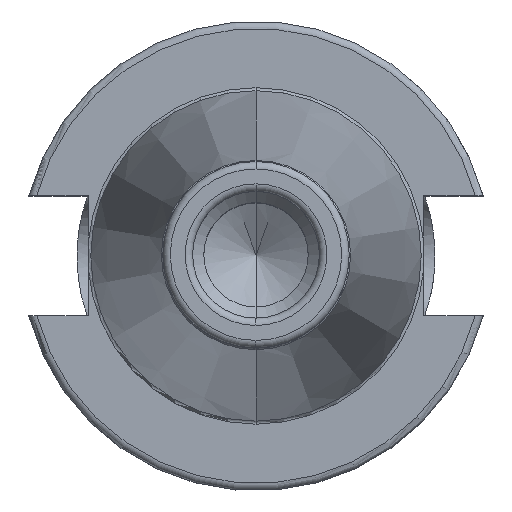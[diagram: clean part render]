
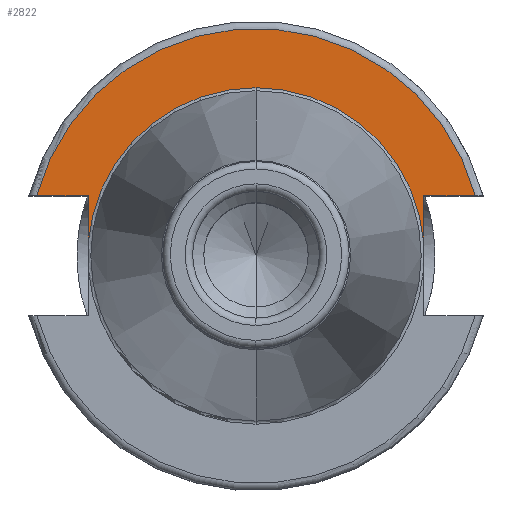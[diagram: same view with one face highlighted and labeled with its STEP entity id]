
A CAD part, top view. The second image highlights one B-rep face of the part: STEP entity #2822.
In plain terms, the highlighted planar face has unit normal (0, 0, 1).
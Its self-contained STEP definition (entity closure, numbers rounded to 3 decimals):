
#498=CARTESIAN_POINT('',(0,0,10));
#499=DIRECTION('',(0,0,1));
#500=DIRECTION('',(0,1,0));
#501=AXIS2_PLACEMENT_3D('',#498,#499,#500);
#939=DIRECTION('',(0,1,0));
#940=VECTOR('',#939,6.317);
#941=CARTESIAN_POINT('',(-22.5,1.733,10));
#942=LINE('',#941,#940);
#943=DIRECTION('',(1,0,0));
#944=VECTOR('',#943,6.918);
#945=CARTESIAN_POINT('',(-29.418,8.05,10));
#946=LINE('',#945,#944);
#947=DIRECTION('',(-1,0,0));
#948=VECTOR('',#947,6.918);
#949=CARTESIAN_POINT('',(29.418,8.05,10));
#950=LINE('',#949,#948);
#951=DIRECTION('',(0,-1,0));
#952=VECTOR('',#951,6.317);
#953=CARTESIAN_POINT('',(22.5,8.05,10));
#954=LINE('',#953,#952);
#969=CARTESIAN_POINT('',(0,0,10));
#970=DIRECTION('',(0,0,-1));
#971=DIRECTION('',(0,1,0));
#972=AXIS2_PLACEMENT_3D('',#969,#970,#971);
#1008=CARTESIAN_POINT('',(0,0,10));
#1009=DIRECTION('',(0,0,1));
#1010=DIRECTION('',(0.965,0.264,0));
#1011=AXIS2_PLACEMENT_3D('',#1008,#1009,#1010);
#1397=CARTESIAN_POINT('',(0,22.567,10));
#1399=VERTEX_POINT('',#1397);
#1513=CARTESIAN_POINT('',(-22.5,1.733,10));
#1514=CARTESIAN_POINT('',(-22.5,8.05,10));
#1515=VERTEX_POINT('',#1513);
#1516=VERTEX_POINT('',#1514);
#1517=CARTESIAN_POINT('',(-29.418,8.05,10));
#1518=VERTEX_POINT('',#1517);
#1519=CARTESIAN_POINT('',(22.5,8.05,10));
#1520=CARTESIAN_POINT('',(22.5,1.733,10));
#1521=VERTEX_POINT('',#1519);
#1522=VERTEX_POINT('',#1520);
#1529=CARTESIAN_POINT('',(29.418,8.05,10));
#1530=VERTEX_POINT('',#1529);
#2806=CARTESIAN_POINT('',(0,0,10));
#2807=DIRECTION('',(0,0,-1));
#2808=DIRECTION('',(0,-1,0));
#2809=AXIS2_PLACEMENT_3D('',#2806,#2807,#2808);
#2810=PLANE('',#2809);
#2811=ORIENTED_EDGE('',*,*,#2411,.T.);
#2812=ORIENTED_EDGE('',*,*,#2643,.F.);
#2814=ORIENTED_EDGE('',*,*,#2813,.F.);
#2815=ORIENTED_EDGE('',*,*,#2766,.T.);
#2816=ORIENTED_EDGE('',*,*,#2750,.T.);
#2818=ORIENTED_EDGE('',*,*,#2817,.F.);
#2819=ORIENTED_EDGE('',*,*,#2388,.T.);
#2820=EDGE_LOOP('',(#2811,#2812,#2814,#2815,#2816,#2818,#2819));
#2821=FACE_OUTER_BOUND('',#2820,.F.);
#2822=ADVANCED_FACE('',(#2821),#2810,.F.);
#502=CIRCLE('',#501,22.567);
#973=CIRCLE('',#972,22.567);
#1012=CIRCLE('',#1011,30.5);
#2388=EDGE_CURVE('',#1399,#1515,#502,.T.);
#2411=EDGE_CURVE('',#1515,#1516,#942,.T.);
#2643=EDGE_CURVE('',#1518,#1516,#946,.T.);
#2750=EDGE_CURVE('',#1521,#1522,#954,.T.);
#2766=EDGE_CURVE('',#1530,#1521,#950,.T.);
#2813=EDGE_CURVE('',#1530,#1518,#1012,.T.);
#2817=EDGE_CURVE('',#1399,#1522,#973,.T.);
